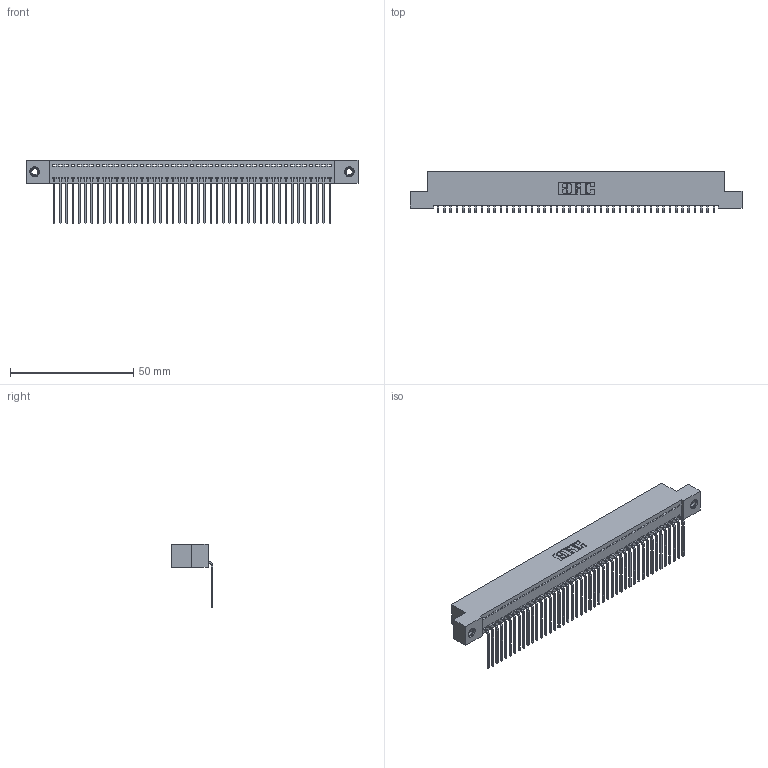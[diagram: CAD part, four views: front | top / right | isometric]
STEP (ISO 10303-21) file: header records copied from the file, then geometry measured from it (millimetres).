
FILE_DESCRIPTION (( 'STEP AP203' ), '1' );
FILE_NAME ('392-045-559-107.STEP', '2019-10-07T23:14:38', ( '' ), ( '' ), 'SwSTEP 2.0', 'SolidWorks 2016', '' );
FILE_SCHEMA (( 'CONFIG_CONTROL_DESIGN' ));
Length unit declared in the file: inch
Products named in the file (4): 345-250-001_345-250-005-103; 392-045-559-107; 342 Part_TI; 345-292-001_558 559 Tail - 1
Assembly tree (48 placements, depth 2):
  392-045-559-107
    342 Part_TI
    345-292-001_558 559 Tail - 1  x45
    345-250-001_345-250-005-103  x2
Bounding box: 134.62 x 16.83 x 25.78 mm (x, y, z)
Volume: 11951.8 mm3; surface area: 18490.4 mm2
Topology: 48 solids, 48 shells, 2870 faces, 8625 edges, 5682 vertices
Faces by surface type: plane 2078, cylinder 776, cone 12, torus 4
Entity records: 28260 total; most frequent: CARTESIAN_POINT 4856, ORIENTED_EDGE 4830, DIRECTION 4123, EDGE_CURVE 2415, LINE 2267, VECTOR 2267, VERTEX_POINT 1604, AXIS2_PLACEMENT_3D 928
